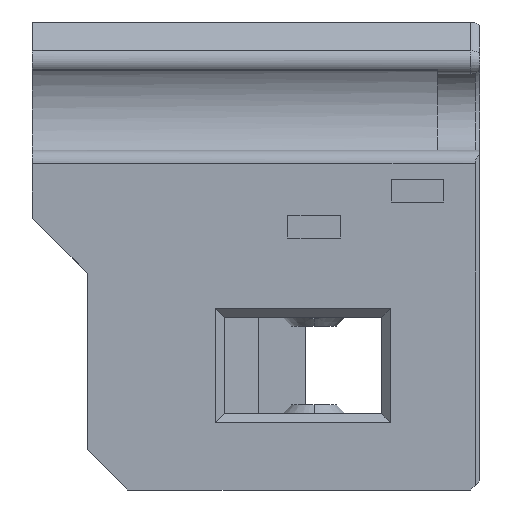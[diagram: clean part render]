
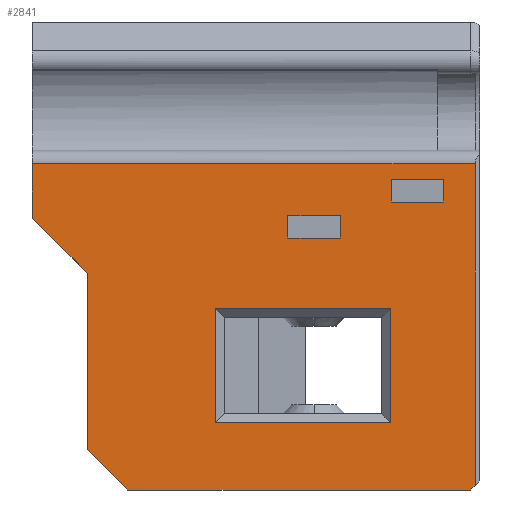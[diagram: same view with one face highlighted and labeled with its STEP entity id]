
A CAD part, front view. The second image highlights one B-rep face of the part: STEP entity #2841.
In plain terms, the highlighted planar face has unit normal (0, -1, 0).
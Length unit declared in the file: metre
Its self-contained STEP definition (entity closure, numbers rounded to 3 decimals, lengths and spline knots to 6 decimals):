
#18=PLANE('',#3029);
#183=LINE('',#4182,#512);
#191=LINE('',#4198,#520);
#192=LINE('',#4200,#521);
#193=LINE('',#4202,#522);
#194=LINE('',#4203,#523);
#195=LINE('',#4206,#524);
#196=LINE('',#4208,#525);
#197=LINE('',#4210,#526);
#198=LINE('',#4212,#527);
#199=LINE('',#4214,#528);
#200=LINE('',#4216,#529);
#201=LINE('',#4218,#530);
#202=LINE('',#4219,#531);
#203=LINE('',#4222,#532);
#204=LINE('',#4224,#533);
#205=LINE('',#4226,#534);
#206=LINE('',#4228,#535);
#207=LINE('',#4230,#536);
#208=LINE('',#4231,#537);
#209=LINE('',#4234,#538);
#210=LINE('',#4236,#539);
#211=LINE('',#4238,#540);
#512=VECTOR('',#3353,1.);
#520=VECTOR('',#3363,1.);
#521=VECTOR('',#3366,1.);
#522=VECTOR('',#3367,1.);
#523=VECTOR('',#3368,1.);
#524=VECTOR('',#3369,1.);
#525=VECTOR('',#3370,1.);
#526=VECTOR('',#3371,1.);
#527=VECTOR('',#3372,1.);
#528=VECTOR('',#3373,1.);
#529=VECTOR('',#3374,1.);
#530=VECTOR('',#3375,1.);
#531=VECTOR('',#3376,1.);
#532=VECTOR('',#3377,1.);
#533=VECTOR('',#3378,1.);
#534=VECTOR('',#3379,1.);
#535=VECTOR('',#3380,1.);
#536=VECTOR('',#3381,1.);
#537=VECTOR('',#3382,1.);
#538=VECTOR('',#3383,1.);
#539=VECTOR('',#3384,1.);
#540=VECTOR('',#3385,1.);
#892=ORIENTED_EDGE('',*,*,#1743,.T.);
#893=ORIENTED_EDGE('',*,*,#1744,.T.);
#894=ORIENTED_EDGE('',*,*,#1734,.F.);
#895=ORIENTED_EDGE('',*,*,#1742,.F.);
#896=ORIENTED_EDGE('',*,*,#1745,.F.);
#897=ORIENTED_EDGE('',*,*,#1746,.T.);
#898=ORIENTED_EDGE('',*,*,#1747,.T.);
#899=ORIENTED_EDGE('',*,*,#1748,.T.);
#900=ORIENTED_EDGE('',*,*,#1749,.F.);
#901=ORIENTED_EDGE('',*,*,#1750,.F.);
#902=ORIENTED_EDGE('',*,*,#1751,.F.);
#903=ORIENTED_EDGE('',*,*,#1752,.T.);
#904=ORIENTED_EDGE('',*,*,#1753,.T.);
#905=ORIENTED_EDGE('',*,*,#1754,.T.);
#906=ORIENTED_EDGE('',*,*,#1755,.T.);
#907=ORIENTED_EDGE('',*,*,#1756,.T.);
#908=ORIENTED_EDGE('',*,*,#1757,.T.);
#909=ORIENTED_EDGE('',*,*,#1758,.T.);
#910=ORIENTED_EDGE('',*,*,#1759,.T.);
#911=ORIENTED_EDGE('',*,*,#1760,.T.);
#912=ORIENTED_EDGE('',*,*,#1761,.F.);
#913=ORIENTED_EDGE('',*,*,#1762,.F.);
#1734=EDGE_CURVE('',#2157,#2158,#183,.T.);
#1742=EDGE_CURVE('',#2164,#2157,#191,.T.);
#1743=EDGE_CURVE('',#2164,#2165,#192,.T.);
#1744=EDGE_CURVE('',#2165,#2158,#193,.T.);
#1745=EDGE_CURVE('',#2166,#2167,#194,.T.);
#1746=EDGE_CURVE('',#2166,#2168,#195,.F.);
#1747=EDGE_CURVE('',#2168,#2169,#196,.T.);
#1748=EDGE_CURVE('',#2169,#2170,#197,.F.);
#1749=EDGE_CURVE('',#2171,#2170,#198,.T.);
#1750=EDGE_CURVE('',#2172,#2171,#199,.T.);
#1751=EDGE_CURVE('',#2173,#2172,#200,.T.);
#1752=EDGE_CURVE('',#2173,#2167,#201,.F.);
#1753=EDGE_CURVE('',#2174,#2175,#202,.T.);
#1754=EDGE_CURVE('',#2175,#2176,#203,.T.);
#1755=EDGE_CURVE('',#2176,#2177,#204,.T.);
#1756=EDGE_CURVE('',#2177,#2178,#205,.T.);
#1757=EDGE_CURVE('',#2178,#2179,#206,.T.);
#1758=EDGE_CURVE('',#2179,#2174,#207,.T.);
#1759=EDGE_CURVE('',#2180,#2181,#208,.T.);
#1760=EDGE_CURVE('',#2181,#2182,#209,.T.);
#1761=EDGE_CURVE('',#2183,#2182,#210,.T.);
#1762=EDGE_CURVE('',#2180,#2183,#211,.T.);
#2157=VERTEX_POINT('',#4181);
#2158=VERTEX_POINT('',#4183);
#2164=VERTEX_POINT('',#4197);
#2165=VERTEX_POINT('',#4201);
#2166=VERTEX_POINT('',#4204);
#2167=VERTEX_POINT('',#4205);
#2168=VERTEX_POINT('',#4207);
#2169=VERTEX_POINT('',#4209);
#2170=VERTEX_POINT('',#4211);
#2171=VERTEX_POINT('',#4213);
#2172=VERTEX_POINT('',#4215);
#2173=VERTEX_POINT('',#4217);
#2174=VERTEX_POINT('',#4220);
#2175=VERTEX_POINT('',#4221);
#2176=VERTEX_POINT('',#4223);
#2177=VERTEX_POINT('',#4225);
#2178=VERTEX_POINT('',#4227);
#2179=VERTEX_POINT('',#4229);
#2180=VERTEX_POINT('',#4232);
#2181=VERTEX_POINT('',#4233);
#2182=VERTEX_POINT('',#4235);
#2183=VERTEX_POINT('',#4237);
#2491=EDGE_LOOP('',(#892,#893,#894,#895));
#2492=EDGE_LOOP('',(#896,#897,#898,#899,#900,#901,#902,#903));
#2493=EDGE_LOOP('',(#904,#905,#906,#907,#908,#909));
#2494=EDGE_LOOP('',(#910,#911,#912,#913));
#2657=FACE_BOUND('',#2491,.T.);
#2658=FACE_BOUND('',#2492,.T.);
#2659=FACE_BOUND('',#2493,.T.);
#2660=FACE_BOUND('',#2494,.T.);
#2841=ADVANCED_FACE('',(#2657,#2658,#2659,#2660),#18,.F.);
#3029=AXIS2_PLACEMENT_3D('',#4199,#3364,#3365);
#3353=DIRECTION('',(1.,0.,0.));
#3363=DIRECTION('',(0.,0.,-1.));
#3364=DIRECTION('',(0.,1.,0.));
#3365=DIRECTION('',(0.,0.,-1.));
#3366=DIRECTION('',(1.,0.,0.));
#3367=DIRECTION('',(0.,0.,-1.));
#3368=DIRECTION('',(-1.,0.,0.));
#3369=DIRECTION('',(-0.707,0.,-0.707));
#3370=DIRECTION('',(0.,0.,1.));
#3371=DIRECTION('',(1.,0.,0.));
#3372=DIRECTION('',(0.,0.,1.));
#3373=DIRECTION('',(-0.707,0.,0.707));
#3374=DIRECTION('',(0.,0.,1.));
#3375=DIRECTION('',(-0.707,0.,0.707));
#3376=DIRECTION('',(1.,0.,0.));
#3377=DIRECTION('',(1.,0.,0.));
#3378=DIRECTION('',(0.,0.,-1.));
#3379=DIRECTION('',(-1.,0.,0.));
#3380=DIRECTION('',(-1.,0.,0.));
#3381=DIRECTION('',(0.,0.,1.));
#3382=DIRECTION('',(1.,0.,0.));
#3383=DIRECTION('',(0.,0.,-1.));
#3384=DIRECTION('',(1.,0.,0.));
#3385=DIRECTION('',(0.,0.,-1.));
#4181=CARTESIAN_POINT('',(0.02545,-0.0784,0.0235));
#4182=CARTESIAN_POINT('',(0.02835,-0.0784,0.0235));
#4183=CARTESIAN_POINT('',(0.03125,-0.0784,0.0235));
#4197=CARTESIAN_POINT('',(0.02545,-0.0784,0.026));
#4198=CARTESIAN_POINT('',(0.02545,-0.0784,0.02475));
#4199=CARTESIAN_POINT('',(0.008248,-0.0784,0.042879));
#4200=CARTESIAN_POINT('',(0.02835,-0.0784,0.026));
#4201=CARTESIAN_POINT('',(0.03125,-0.0784,0.026));
#4202=CARTESIAN_POINT('',(0.03125,-0.0784,0.02475));
#4203=CARTESIAN_POINT('',(0.045752,-0.0784,-0.0045));
#4204=CARTESIAN_POINT('',(0.04575,-0.0784,-0.0045));
#4205=CARTESIAN_POINT('',(0.00765,-0.0784,-0.0045));
#4206=CARTESIAN_POINT('',(0.04575,-0.0784,-0.0045));
#4207=CARTESIAN_POINT('',(0.04625,-0.0784,-0.004));
#4208=CARTESIAN_POINT('',(0.04625,-0.0784,0.039314));
#4209=CARTESIAN_POINT('',(0.04625,-0.0784,0.03175));
#4210=CARTESIAN_POINT('',(0.008248,-0.0784,0.03175));
#4211=CARTESIAN_POINT('',(-0.00295,-0.0784,0.03175));
#4212=CARTESIAN_POINT('',(-0.00295,-0.0784,0.042879));
#4213=CARTESIAN_POINT('',(-0.00295,-0.0784,0.025696));
#4214=CARTESIAN_POINT('',(-0.005942,-0.0784,0.028688));
#4215=CARTESIAN_POINT('',(0.00315,-0.0784,0.019596));
#4216=CARTESIAN_POINT('',(0.00315,-0.0784,0.042879));
#4217=CARTESIAN_POINT('',(0.00315,-0.0784,0.));
#4218=CARTESIAN_POINT('',(0.00765,-0.0784,-0.0045));
#4219=CARTESIAN_POINT('',(0.03335,-0.0784,0.015675));
#4220=CARTESIAN_POINT('',(0.01735,-0.0784,0.015675));
#4221=CARTESIAN_POINT('',(0.03435,-0.0784,0.015675));
#4222=CARTESIAN_POINT('',(0.03585,-0.0784,0.015675));
#4223=CARTESIAN_POINT('',(0.03685,-0.0784,0.015675));
#4224=CARTESIAN_POINT('',(0.03685,-0.0784,0.003975));
#4225=CARTESIAN_POINT('',(0.03685,-0.0784,0.002975));
#4226=CARTESIAN_POINT('',(0.008248,-0.0784,0.002975));
#4227=CARTESIAN_POINT('',(0.03435,-0.0784,0.002975));
#4228=CARTESIAN_POINT('',(0.008248,-0.0784,0.002975));
#4229=CARTESIAN_POINT('',(0.01735,-0.0784,0.002975));
#4230=CARTESIAN_POINT('',(0.01735,-0.0784,0.014675));
#4231=CARTESIAN_POINT('',(0.03985,-0.0784,0.03));
#4232=CARTESIAN_POINT('',(0.03695,-0.0784,0.03));
#4233=CARTESIAN_POINT('',(0.04275,-0.0784,0.03));
#4234=CARTESIAN_POINT('',(0.04275,-0.0784,0.02875));
#4235=CARTESIAN_POINT('',(0.04275,-0.0784,0.0275));
#4236=CARTESIAN_POINT('',(0.03985,-0.0784,0.0275));
#4237=CARTESIAN_POINT('',(0.03695,-0.0784,0.0275));
#4238=CARTESIAN_POINT('',(0.03695,-0.0784,0.02875));
